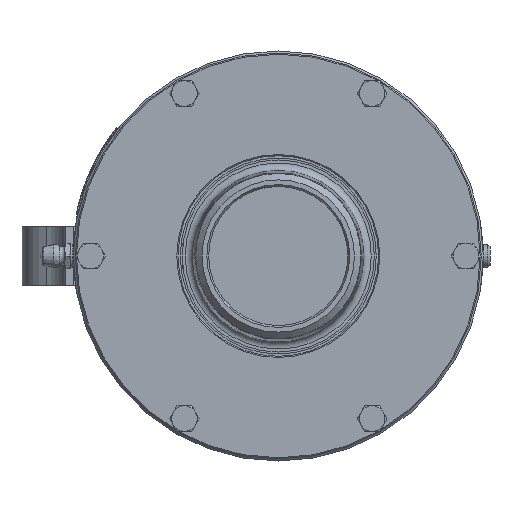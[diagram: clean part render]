
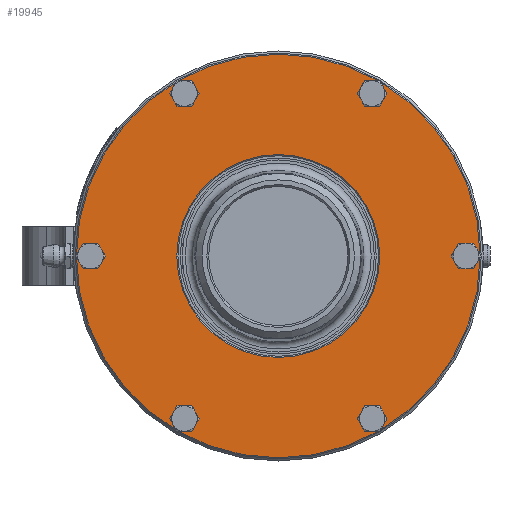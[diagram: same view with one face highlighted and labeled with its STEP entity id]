
A CAD part, left-side view. The second image highlights one B-rep face of the part: STEP entity #19945.
In plain terms, the highlighted planar face has unit normal (-1, 0, 0).
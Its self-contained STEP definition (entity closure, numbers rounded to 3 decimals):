
#2173=FACE_BOUND('',#7308,.T.);
#2174=FACE_BOUND('',#7309,.T.);
#2175=FACE_BOUND('',#7310,.T.);
#2176=FACE_BOUND('',#7311,.T.);
#2177=FACE_BOUND('',#7312,.T.);
#2178=FACE_BOUND('',#7313,.T.);
#2179=FACE_BOUND('',#7314,.T.);
#5037=PLANE('',#21308);
#6070=FACE_OUTER_BOUND('',#7307,.T.);
#7307=EDGE_LOOP('',(#17958,#17959));
#7308=EDGE_LOOP('',(#17960,#17961));
#7309=EDGE_LOOP('',(#17962,#17963));
#7310=EDGE_LOOP('',(#17964,#17965));
#7311=EDGE_LOOP('',(#17966,#17967));
#7312=EDGE_LOOP('',(#17968,#17969));
#7313=EDGE_LOOP('',(#17970,#17971));
#7314=EDGE_LOOP('',(#17972,#17973));
#8007=CIRCLE('',#21306,5.563);
#8008=CIRCLE('',#21307,5.563);
#8009=CIRCLE('',#21309,87.5);
#8010=CIRCLE('',#21310,87.5);
#8011=CIRCLE('',#21311,5.563);
#8012=CIRCLE('',#21312,5.563);
#8013=CIRCLE('',#21313,5.563);
#8014=CIRCLE('',#21314,5.563);
#8015=CIRCLE('',#21315,5.563);
#8016=CIRCLE('',#21316,5.563);
#8017=CIRCLE('',#21317,44.);
#8018=CIRCLE('',#21318,44.);
#8019=CIRCLE('',#21319,5.563);
#8020=CIRCLE('',#21320,5.563);
#8021=CIRCLE('',#21321,5.563);
#8022=CIRCLE('',#21322,5.563);
#9851=VERTEX_POINT('',#129312);
#9852=VERTEX_POINT('',#129313);
#9853=VERTEX_POINT('',#129318);
#9854=VERTEX_POINT('',#129319);
#9855=VERTEX_POINT('',#129322);
#9856=VERTEX_POINT('',#129323);
#9857=VERTEX_POINT('',#129326);
#9858=VERTEX_POINT('',#129327);
#9859=VERTEX_POINT('',#129330);
#9860=VERTEX_POINT('',#129331);
#9861=VERTEX_POINT('',#129334);
#9862=VERTEX_POINT('',#129335);
#9863=VERTEX_POINT('',#129338);
#9864=VERTEX_POINT('',#129339);
#9865=VERTEX_POINT('',#129342);
#9866=VERTEX_POINT('',#129343);
#12604=EDGE_CURVE('',#9851,#9852,#8007,.T.);
#12605=EDGE_CURVE('',#9852,#9851,#8008,.T.);
#12607=EDGE_CURVE('',#9853,#9854,#8009,.T.);
#12608=EDGE_CURVE('',#9854,#9853,#8010,.T.);
#12609=EDGE_CURVE('',#9855,#9856,#8011,.T.);
#12610=EDGE_CURVE('',#9856,#9855,#8012,.T.);
#12611=EDGE_CURVE('',#9857,#9858,#8013,.T.);
#12612=EDGE_CURVE('',#9858,#9857,#8014,.T.);
#12613=EDGE_CURVE('',#9859,#9860,#8015,.T.);
#12614=EDGE_CURVE('',#9860,#9859,#8016,.T.);
#12615=EDGE_CURVE('',#9861,#9862,#8017,.T.);
#12616=EDGE_CURVE('',#9862,#9861,#8018,.T.);
#12617=EDGE_CURVE('',#9863,#9864,#8019,.T.);
#12618=EDGE_CURVE('',#9864,#9863,#8020,.T.);
#12619=EDGE_CURVE('',#9865,#9866,#8021,.T.);
#12620=EDGE_CURVE('',#9866,#9865,#8022,.T.);
#17958=ORIENTED_EDGE('',*,*,#12607,.F.);
#17959=ORIENTED_EDGE('',*,*,#12608,.F.);
#17960=ORIENTED_EDGE('',*,*,#12609,.T.);
#17961=ORIENTED_EDGE('',*,*,#12610,.T.);
#17962=ORIENTED_EDGE('',*,*,#12611,.T.);
#17963=ORIENTED_EDGE('',*,*,#12612,.T.);
#17964=ORIENTED_EDGE('',*,*,#12613,.T.);
#17965=ORIENTED_EDGE('',*,*,#12614,.T.);
#17966=ORIENTED_EDGE('',*,*,#12615,.T.);
#17967=ORIENTED_EDGE('',*,*,#12616,.T.);
#17968=ORIENTED_EDGE('',*,*,#12617,.T.);
#17969=ORIENTED_EDGE('',*,*,#12618,.T.);
#17970=ORIENTED_EDGE('',*,*,#12619,.T.);
#17971=ORIENTED_EDGE('',*,*,#12620,.T.);
#17972=ORIENTED_EDGE('',*,*,#12604,.T.);
#17973=ORIENTED_EDGE('',*,*,#12605,.T.);
#19945=ADVANCED_FACE('',(#6070,#2173,#2174,#2175,#2176,#2177,#2178,#2179),
#5037,.T.);
#21306=AXIS2_PLACEMENT_3D('',#129314,#24955,#24956);
#21307=AXIS2_PLACEMENT_3D('',#129315,#24957,#24958);
#21308=AXIS2_PLACEMENT_3D('',#129317,#24960,#24961);
#21309=AXIS2_PLACEMENT_3D('',#129320,#24962,#24963);
#21310=AXIS2_PLACEMENT_3D('',#129321,#24964,#24965);
#21311=AXIS2_PLACEMENT_3D('',#129324,#24966,#24967);
#21312=AXIS2_PLACEMENT_3D('',#129325,#24968,#24969);
#21313=AXIS2_PLACEMENT_3D('',#129328,#24970,#24971);
#21314=AXIS2_PLACEMENT_3D('',#129329,#24972,#24973);
#21315=AXIS2_PLACEMENT_3D('',#129332,#24974,#24975);
#21316=AXIS2_PLACEMENT_3D('',#129333,#24976,#24977);
#21317=AXIS2_PLACEMENT_3D('',#129336,#24978,#24979);
#21318=AXIS2_PLACEMENT_3D('',#129337,#24980,#24981);
#21319=AXIS2_PLACEMENT_3D('',#129340,#24982,#24983);
#21320=AXIS2_PLACEMENT_3D('',#129341,#24984,#24985);
#21321=AXIS2_PLACEMENT_3D('',#129344,#24986,#24987);
#21322=AXIS2_PLACEMENT_3D('',#129345,#24988,#24989);
#24955=DIRECTION('center_axis',(1.,0.,0.));
#24956=DIRECTION('ref_axis',(0.,-0.5,0.866));
#24957=DIRECTION('center_axis',(1.,0.,0.));
#24958=DIRECTION('ref_axis',(0.,-0.5,0.866));
#24960=DIRECTION('center_axis',(-1.,0.,0.));
#24961=DIRECTION('ref_axis',(0.,0.,-1.));
#24962=DIRECTION('center_axis',(1.,0.,0.));
#24963=DIRECTION('ref_axis',(0.,-1.,0.));
#24964=DIRECTION('center_axis',(1.,0.,0.));
#24965=DIRECTION('ref_axis',(0.,-1.,0.));
#24966=DIRECTION('center_axis',(1.,0.,0.));
#24967=DIRECTION('ref_axis',(0.,0.5,0.866));
#24968=DIRECTION('center_axis',(1.,0.,0.));
#24969=DIRECTION('ref_axis',(0.,0.5,0.866));
#24970=DIRECTION('center_axis',(1.,0.,0.));
#24971=DIRECTION('ref_axis',(0.,0.5,-0.866));
#24972=DIRECTION('center_axis',(1.,0.,0.));
#24973=DIRECTION('ref_axis',(0.,0.5,-0.866));
#24974=DIRECTION('center_axis',(1.,0.,0.));
#24975=DIRECTION('ref_axis',(0.,-1.,0.));
#24976=DIRECTION('center_axis',(1.,0.,0.));
#24977=DIRECTION('ref_axis',(0.,-1.,0.));
#24978=DIRECTION('center_axis',(1.,0.,0.));
#24979=DIRECTION('ref_axis',(0.,-1.,0.));
#24980=DIRECTION('center_axis',(1.,0.,0.));
#24981=DIRECTION('ref_axis',(0.,-1.,0.));
#24982=DIRECTION('center_axis',(1.,0.,0.));
#24983=DIRECTION('ref_axis',(0.,-0.5,-0.866));
#24984=DIRECTION('center_axis',(1.,0.,0.));
#24985=DIRECTION('ref_axis',(0.,-0.5,-0.866));
#24986=DIRECTION('center_axis',(1.,0.,0.));
#24987=DIRECTION('ref_axis',(0.,1.,0.));
#24988=DIRECTION('center_axis',(1.,0.,0.));
#24989=DIRECTION('ref_axis',(0.,1.,0.));
#129312=CARTESIAN_POINT('',(-8.7,37.919,-65.677));
#129313=CARTESIAN_POINT('',(-8.7,43.481,-75.312));
#129314=CARTESIAN_POINT('Origin',(-8.7,40.7,-70.494));
#129315=CARTESIAN_POINT('Origin',(-8.7,40.7,-70.494));
#129317=CARTESIAN_POINT('Origin',(-8.7,-65.75,0.));
#129318=CARTESIAN_POINT('',(-8.7,-87.5,0.));
#129319=CARTESIAN_POINT('',(-8.7,87.5,0.));
#129320=CARTESIAN_POINT('Origin',(-8.7,0.,0.));
#129321=CARTESIAN_POINT('Origin',(-8.7,0.,0.));
#129322=CARTESIAN_POINT('',(-8.7,-37.919,-65.677));
#129323=CARTESIAN_POINT('',(-8.7,-43.481,-75.312));
#129324=CARTESIAN_POINT('Origin',(-8.7,-40.7,-70.494));
#129325=CARTESIAN_POINT('Origin',(-8.7,-40.7,-70.494));
#129326=CARTESIAN_POINT('',(-8.7,-37.919,65.677));
#129327=CARTESIAN_POINT('',(-8.7,-43.481,75.312));
#129328=CARTESIAN_POINT('Origin',(-8.7,-40.7,70.494));
#129329=CARTESIAN_POINT('Origin',(-8.7,-40.7,70.494));
#129330=CARTESIAN_POINT('',(-8.7,75.837,0.));
#129331=CARTESIAN_POINT('',(-8.7,86.963,0.));
#129332=CARTESIAN_POINT('Origin',(-8.7,81.4,0.));
#129333=CARTESIAN_POINT('Origin',(-8.7,81.4,0.));
#129334=CARTESIAN_POINT('',(-8.7,-44.,0.));
#129335=CARTESIAN_POINT('',(-8.7,44.,0.));
#129336=CARTESIAN_POINT('Origin',(-8.7,0.,0.));
#129337=CARTESIAN_POINT('Origin',(-8.7,0.,0.));
#129338=CARTESIAN_POINT('',(-8.7,37.919,65.677));
#129339=CARTESIAN_POINT('',(-8.7,43.481,75.312));
#129340=CARTESIAN_POINT('Origin',(-8.7,40.7,70.494));
#129341=CARTESIAN_POINT('Origin',(-8.7,40.7,70.494));
#129342=CARTESIAN_POINT('',(-8.7,-75.837,0.));
#129343=CARTESIAN_POINT('',(-8.7,-86.963,0.));
#129344=CARTESIAN_POINT('Origin',(-8.7,-81.4,0.));
#129345=CARTESIAN_POINT('Origin',(-8.7,-81.4,0.));
